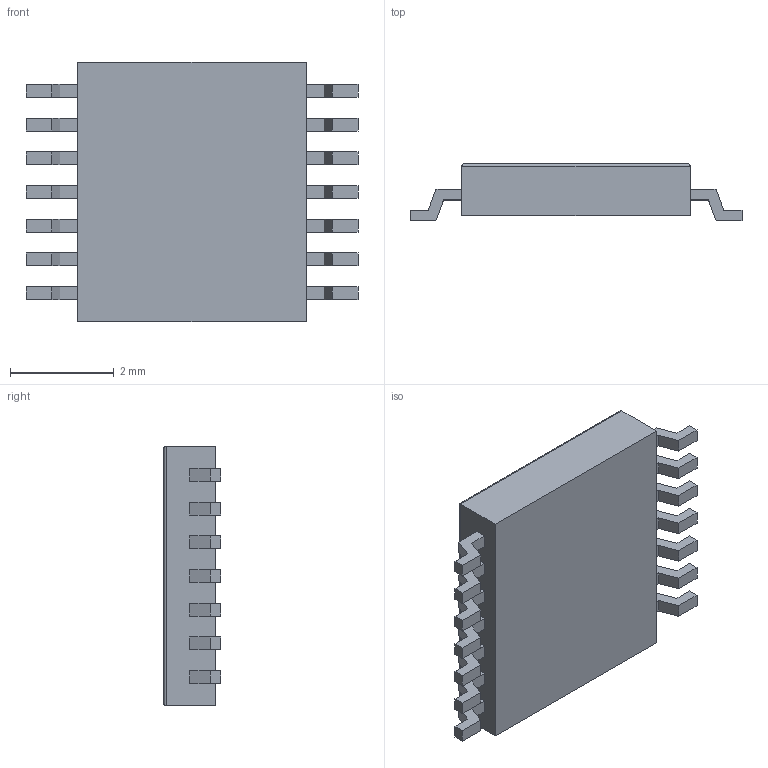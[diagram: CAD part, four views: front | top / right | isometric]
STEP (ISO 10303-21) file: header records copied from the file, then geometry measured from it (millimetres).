
FILE_DESCRIPTION (( 'STEP AP214' ), '1' );
FILE_NAME ('×°ÅäÌå4.STEP', '2014-01-17T07:44:38', ( 'BT_YANFB_XUJUNRAN' ), ( '' ), 'SwSTEP 2.0', 'SolidWorks 2010', '' );
FILE_SCHEMA (( 'AUTOMOTIVE_DESIGN' ));
Length unit declared in the file: millimetre
Products named in the file (3): 錨璃3; 錨璃4; 蚾饜极4
Assembly tree (24 placements, depth 2):
  蚾饜极4
    錨璃4  x23
    錨璃3
Bounding box: 6.4 x 1.11 x 5 mm (x, y, z)
Volume: 23.5 mm3; surface area: 91.6 mm2
Topology: 24 solids, 24 shells, 510 faces, 1319 edges, 878 vertices
Faces by surface type: plane 375, bspline 129, cylinder 6
Entity records: 21359 total; most frequent: CARTESIAN_POINT 11465, ORIENTED_EDGE 1582, DIRECTION 909, EDGE_CURVE 791, VERTEX_POINT 526, VECTOR 525, LINE 525, EDGE_LOOP 311
